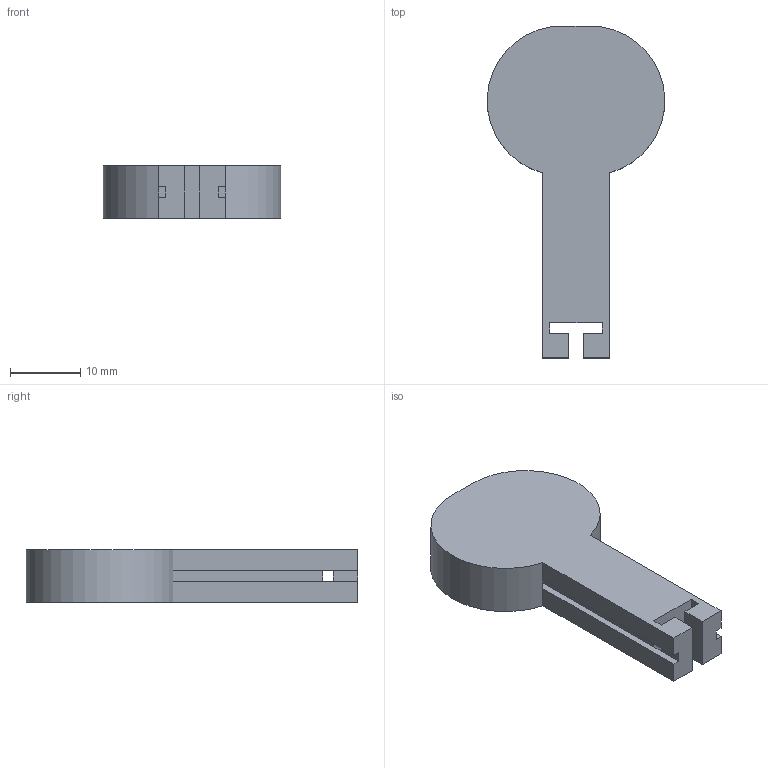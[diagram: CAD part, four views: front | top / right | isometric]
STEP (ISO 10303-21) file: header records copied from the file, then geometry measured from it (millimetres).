
FILE_DESCRIPTION(/* description */ (''),/* implementation_level */ '2;1');
FILE_NAME(/* name */ 'SlangHllareStopp.stp',/* time_stamp */ '2025-01-29T13:01:56+01:00',/* author */ ('24oscnor'),/* organization */ (''),/* preprocessor_version */ 'ST-DEVELOPER v20',/* originating_system */ 'Autodesk Inventor 2025',/* authorisation */ '');
FILE_SCHEMA (('AUTOMOTIVE_DESIGN { 1 0 10303 214 3 1 1 }'));
Length unit declared in the file: millimetre
Products named in the file (1): SlangHållare
Bounding box: 25.19 x 47.1 x 7.5 mm (x, y, z)
Volume: 3496.3 mm3; surface area: 3333.9 mm2
Topology: 1 solids, 1 shells, 45 faces, 171 edges, 162 vertices
Faces by surface type: plane 37, cylinder 8
Entity records: 1763 total; most frequent: CARTESIAN_POINT 354, ORIENTED_EDGE 272, DIRECTION 268, EDGE_CURVE 136, LINE 116, VECTOR 116, VERTEX_POINT 86, AXIS2_PLACEMENT_3D 76
